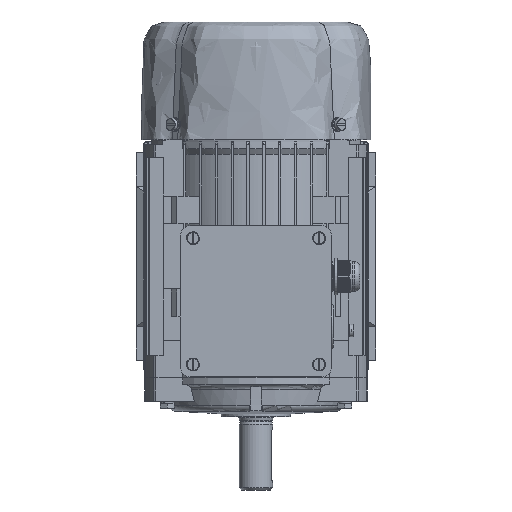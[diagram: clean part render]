
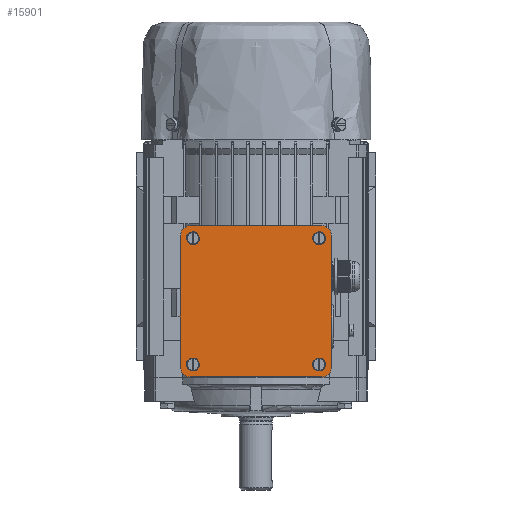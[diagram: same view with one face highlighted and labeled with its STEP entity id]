
A CAD part, front view. The second image highlights one B-rep face of the part: STEP entity #15901.
In plain terms, the highlighted planar face has unit normal (0, -1, 0).
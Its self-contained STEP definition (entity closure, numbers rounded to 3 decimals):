
#968=FACE_BOUND('',#22336,.T.);
#969=FACE_BOUND('',#22337,.T.);
#970=FACE_BOUND('',#22338,.T.);
#971=FACE_BOUND('',#22339,.T.);
#972=FACE_BOUND('',#22340,.T.);
#3046=PLANE('',#61780);
#5414=LINE('',#84814,#10621);
#5415=LINE('',#84818,#10622);
#5416=LINE('',#84822,#10623);
#5417=LINE('',#84826,#10624);
#10621=VECTOR('',#67907,1.);
#10622=VECTOR('',#67910,1.);
#10623=VECTOR('',#67913,1.);
#10624=VECTOR('',#67916,1.);
#15901=ADVANCED_FACE('',(#968,#969,#970,#971,#972),#3046,.T.);
#22336=EDGE_LOOP('',(#29030));
#22337=EDGE_LOOP('',(#29031));
#22338=EDGE_LOOP('',(#29032,#29033,#29034,#29035,#29036,#29037,#29038,#29039));
#22339=EDGE_LOOP('',(#29040));
#22340=EDGE_LOOP('',(#29041));
#29030=ORIENTED_EDGE('',*,*,#51469,.T.);
#29031=ORIENTED_EDGE('',*,*,#51470,.F.);
#29032=ORIENTED_EDGE('',*,*,#51471,.F.);
#29033=ORIENTED_EDGE('',*,*,#51472,.F.);
#29034=ORIENTED_EDGE('',*,*,#51473,.F.);
#29035=ORIENTED_EDGE('',*,*,#51474,.F.);
#29036=ORIENTED_EDGE('',*,*,#51475,.F.);
#29037=ORIENTED_EDGE('',*,*,#51476,.F.);
#29038=ORIENTED_EDGE('',*,*,#51477,.F.);
#29039=ORIENTED_EDGE('',*,*,#51478,.F.);
#29040=ORIENTED_EDGE('',*,*,#51479,.T.);
#29041=ORIENTED_EDGE('',*,*,#51480,.T.);
#45360=VERTEX_POINT('',#84808);
#45361=VERTEX_POINT('',#84810);
#45362=VERTEX_POINT('',#84812);
#45363=VERTEX_POINT('',#84813);
#45364=VERTEX_POINT('',#84815);
#45365=VERTEX_POINT('',#84817);
#45366=VERTEX_POINT('',#84819);
#45367=VERTEX_POINT('',#84821);
#45368=VERTEX_POINT('',#84823);
#45369=VERTEX_POINT('',#84825);
#45370=VERTEX_POINT('',#84828);
#45371=VERTEX_POINT('',#84830);
#51469=EDGE_CURVE('',#45360,#45360,#59577,.T.);
#51470=EDGE_CURVE('',#45361,#45361,#59578,.T.);
#51471=EDGE_CURVE('',#45362,#45363,#59579,.T.);
#51472=EDGE_CURVE('',#45364,#45362,#5414,.T.);
#51473=EDGE_CURVE('',#45365,#45364,#59580,.T.);
#51474=EDGE_CURVE('',#45366,#45365,#5415,.T.);
#51475=EDGE_CURVE('',#45367,#45366,#59581,.T.);
#51476=EDGE_CURVE('',#45368,#45367,#5416,.T.);
#51477=EDGE_CURVE('',#45369,#45368,#59582,.T.);
#51478=EDGE_CURVE('',#45363,#45369,#5417,.T.);
#51479=EDGE_CURVE('',#45370,#45370,#59583,.T.);
#51480=EDGE_CURVE('',#45371,#45371,#59584,.T.);
#59577=CIRCLE('',#61772,2.9);
#59578=CIRCLE('',#61773,2.9);
#59579=CIRCLE('',#61774,7.);
#59580=CIRCLE('',#61775,7.);
#59581=CIRCLE('',#61776,7.);
#59582=CIRCLE('',#61777,7.);
#59583=CIRCLE('',#61778,2.9);
#59584=CIRCLE('',#61779,2.9);
#61772=AXIS2_PLACEMENT_3D('',#84807,#67901,#67902);
#61773=AXIS2_PLACEMENT_3D('',#84809,#67903,#67904);
#61774=AXIS2_PLACEMENT_3D('',#84811,#67905,#67906);
#61775=AXIS2_PLACEMENT_3D('',#84816,#67908,#67909);
#61776=AXIS2_PLACEMENT_3D('',#84820,#67911,#67912);
#61777=AXIS2_PLACEMENT_3D('',#84824,#67914,#67915);
#61778=AXIS2_PLACEMENT_3D('',#84827,#67917,#67918);
#61779=AXIS2_PLACEMENT_3D('',#84829,#67919,#67920);
#61780=AXIS2_PLACEMENT_3D('',#84831,#67921,#67922);
#67901=DIRECTION('',(0.,1.,0.));
#67902=DIRECTION('',(-1.,0.,0.));
#67903=DIRECTION('',(0.,-1.,0.));
#67904=DIRECTION('',(-1.,0.,0.));
#67905=DIRECTION('',(0.,1.,0.));
#67906=DIRECTION('',(-1.,0.,0.));
#67907=DIRECTION('',(0.,0.,1.));
#67908=DIRECTION('',(0.,1.,0.));
#67909=DIRECTION('',(-1.,0.,0.));
#67910=DIRECTION('',(-1.,0.,0.));
#67911=DIRECTION('',(0.,1.,0.));
#67912=DIRECTION('',(-1.,0.,0.));
#67913=DIRECTION('',(0.,0.,-1.));
#67914=DIRECTION('',(0.,1.,0.));
#67915=DIRECTION('',(-1.,0.,0.));
#67916=DIRECTION('',(1.,0.,0.));
#67917=DIRECTION('',(0.,1.,0.));
#67918=DIRECTION('',(-1.,0.,0.));
#67919=DIRECTION('',(0.,1.,0.));
#67920=DIRECTION('',(-1.,0.,0.));
#67921=DIRECTION('',(0.,-1.,0.));
#67922=DIRECTION('',(-1.,0.,0.));
#84807=CARTESIAN_POINT('',(-45.5,-137.5,100.5));
#84808=CARTESIAN_POINT('',(-48.4,-137.5,100.5));
#84809=CARTESIAN_POINT('',(-45.5,-137.5,9.5));
#84810=CARTESIAN_POINT('',(-48.4,-137.5,9.5));
#84811=CARTESIAN_POINT('',(-47.5,-137.5,102.5));
#84812=CARTESIAN_POINT('',(-54.5,-137.5,102.5));
#84813=CARTESIAN_POINT('',(-47.5,-137.5,109.5));
#84814=CARTESIAN_POINT('',(-54.5,-137.5,55.));
#84815=CARTESIAN_POINT('',(-54.5,-137.5,7.5));
#84816=CARTESIAN_POINT('',(-47.5,-137.5,7.5));
#84817=CARTESIAN_POINT('',(-47.5,-137.5,0.5));
#84818=CARTESIAN_POINT('',(0.,-137.5,0.5));
#84819=CARTESIAN_POINT('',(47.5,-137.5,0.5));
#84820=CARTESIAN_POINT('',(47.5,-137.5,7.5));
#84821=CARTESIAN_POINT('',(54.5,-137.5,7.5));
#84822=CARTESIAN_POINT('',(54.5,-137.5,55.));
#84823=CARTESIAN_POINT('',(54.5,-137.5,102.5));
#84824=CARTESIAN_POINT('',(47.5,-137.5,102.5));
#84825=CARTESIAN_POINT('',(47.5,-137.5,109.5));
#84826=CARTESIAN_POINT('',(0.,-137.5,109.5));
#84827=CARTESIAN_POINT('',(45.5,-137.5,100.5));
#84828=CARTESIAN_POINT('',(42.6,-137.5,100.5));
#84829=CARTESIAN_POINT('',(45.5,-137.5,9.5));
#84830=CARTESIAN_POINT('',(42.6,-137.5,9.5));
#84831=CARTESIAN_POINT('',(0.,-137.5,55.));
